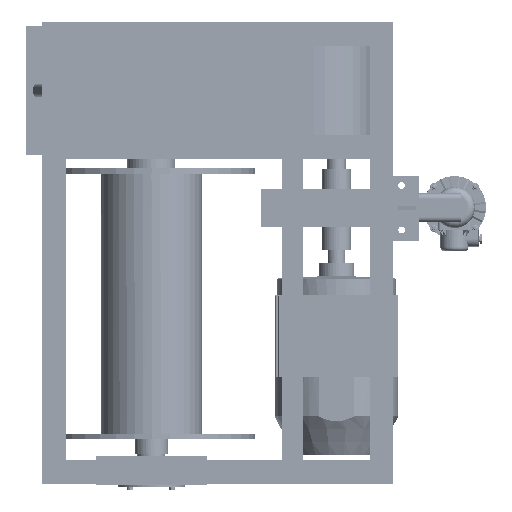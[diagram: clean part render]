
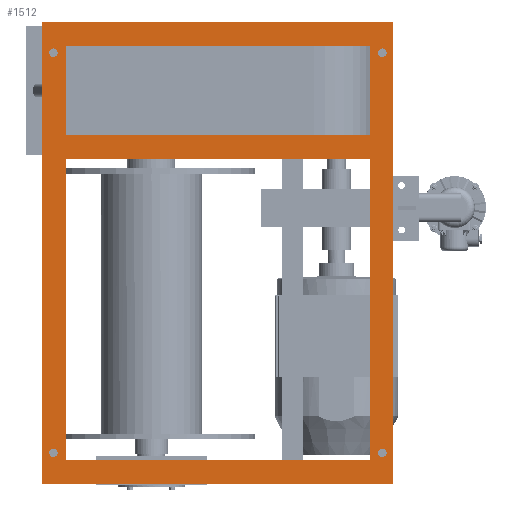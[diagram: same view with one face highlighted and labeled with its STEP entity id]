
A CAD part, front view. The second image highlights one B-rep face of the part: STEP entity #1512.
In plain terms, the highlighted planar face has unit normal (0, -1, 0).
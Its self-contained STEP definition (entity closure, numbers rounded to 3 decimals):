
#1512=ADVANCED_FACE('',(#84946,#84948,#84950,#84952,#84954,#84956,#84958),#84960,
.T.);
#84946=FACE_BOUND('',#84947,.T.);
#84947=EDGE_LOOP('',(#160269,#160270,#160271,#160272));
#84948=FACE_BOUND('',#84949,.T.);
#84949=EDGE_LOOP('',(#160273,#160274,#160275,#160276));
#84950=FACE_BOUND('',#84951,.T.);
#84951=EDGE_LOOP('',(#160277,#160278,#160279,#160280));
#84952=FACE_BOUND('',#84953,.T.);
#84953=EDGE_LOOP('',(#160281));
#84954=FACE_BOUND('',#84955,.T.);
#84955=EDGE_LOOP('',(#160282));
#84956=FACE_BOUND('',#84957,.T.);
#84957=EDGE_LOOP('',(#160283));
#84958=FACE_BOUND('',#84959,.T.);
#84959=EDGE_LOOP('',(#160284));
#84960=PLANE('',#84961);
#84961=AXIS2_PLACEMENT_3D('',#84962,#84963,#84964);
#84962=CARTESIAN_POINT('',(-230.,-460.,175.));
#84963=DIRECTION('',(-0.,-1.,-0.));
#84964=DIRECTION('',(-1.,0.,0.));
#160269=ORIENTED_EDGE('',*,*,#218331,.T.);
#160270=ORIENTED_EDGE('',*,*,#218691,.T.);
#160271=ORIENTED_EDGE('',*,*,#218353,.T.);
#160272=ORIENTED_EDGE('',*,*,#218692,.T.);
#160273=ORIENTED_EDGE('',*,*,#218488,.F.);
#160274=ORIENTED_EDGE('',*,*,#218693,.T.);
#160275=ORIENTED_EDGE('',*,*,#218410,.F.);
#160276=ORIENTED_EDGE('',*,*,#218371,.F.);
#160277=ORIENTED_EDGE('',*,*,#218491,.F.);
#160278=ORIENTED_EDGE('',*,*,#218537,.F.);
#160279=ORIENTED_EDGE('',*,*,#218535,.F.);
#160280=ORIENTED_EDGE('',*,*,#218493,.F.);
#160281=ORIENTED_EDGE('',*,*,#218694,.T.);
#160282=ORIENTED_EDGE('',*,*,#218695,.T.);
#160283=ORIENTED_EDGE('',*,*,#218696,.T.);
#160284=ORIENTED_EDGE('',*,*,#218697,.T.);
#218331=EDGE_CURVE('',#244571,#244569,#244572,.T.);
#218353=EDGE_CURVE('',#244614,#244612,#244615,.T.);
#218371=EDGE_CURVE('',#244645,#244647,#244648,.T.);
#218410=EDGE_CURVE('',#244647,#244715,#244716,.T.);
#218488=EDGE_CURVE('',#244848,#244645,#244850,.T.);
#218491=EDGE_CURVE('',#244853,#244851,#244855,.T.);
#218493=EDGE_CURVE('',#244851,#244857,#244858,.T.);
#218535=EDGE_CURVE('',#244857,#244933,#244935,.T.);
#218537=EDGE_CURVE('',#244933,#244853,#244937,.T.);
#218691=EDGE_CURVE('',#244569,#244614,#245220,.T.);
#218692=EDGE_CURVE('',#244612,#244571,#245221,.T.);
#218693=EDGE_CURVE('',#244848,#244715,#245222,.T.);
#218694=EDGE_CURVE('',#245223,#245223,#245224,.F.);
#218695=EDGE_CURVE('',#245225,#245225,#245226,.F.);
#218696=EDGE_CURVE('',#245227,#245227,#245228,.F.);
#218697=EDGE_CURVE('',#245229,#245229,#245230,.F.);
#244569=VERTEX_POINT('',#288241);
#244571=VERTEX_POINT('',#288245);
#244572=LINE('',#288246,#288247);
#244612=VERTEX_POINT('',#288335);
#244614=VERTEX_POINT('',#288339);
#244615=LINE('',#288340,#288341);
#244645=VERTEX_POINT('',#288409);
#244647=VERTEX_POINT('',#288413);
#244648=LINE('',#288414,#288415);
#244715=VERTEX_POINT('',#288566);
#244716=LINE('',#288567,#288568);
#244848=VERTEX_POINT('',#288873);
#244850=LINE('',#288877,#288878);
#244851=VERTEX_POINT('',#288880);
#244853=VERTEX_POINT('',#288884);
#244855=LINE('',#288888,#288889);
#244857=VERTEX_POINT('',#288894);
#244858=LINE('',#288895,#288896);
#244933=VERTEX_POINT('',#289056);
#244935=LINE('',#289060,#289061);
#244937=LINE('',#289066,#289067);
#245220=LINE('',#289808,#289809);
#245221=LINE('',#289811,#289812);
#245222=LINE('',#289814,#289815);
#245223=VERTEX_POINT('',#289817);
#245224=CIRCLE('',#289818,11.5);
#245225=VERTEX_POINT('',#289822);
#245226=CIRCLE('',#289823,11.5);
#245227=VERTEX_POINT('',#289827);
#245228=CIRCLE('',#289828,11.5);
#245229=VERTEX_POINT('',#289832);
#245230=CIRCLE('',#289833,11.5);
#288241=CARTESIAN_POINT('',(654.,-460.,-1061.));
#288245=CARTESIAN_POINT('',(-294.,-460.,-1061.));
#288246=CARTESIAN_POINT('',(-294.,-460.,-1061.));
#288247=VECTOR('',#288248,1.);
#288248=DIRECTION('',(1.,0.,0.));
#288335=CARTESIAN_POINT('',(-294.,-460.,185.));
#288339=CARTESIAN_POINT('',(654.,-460.,185.));
#288340=CARTESIAN_POINT('',(654.,-460.,185.));
#288341=VECTOR('',#288342,1.);
#288342=DIRECTION('',(-1.,0.,0.));
#288409=CARTESIAN_POINT('',(-230.,-460.,-997.));
#288413=CARTESIAN_POINT('',(590.,-460.,-997.));
#288414=CARTESIAN_POINT('',(-230.,-460.,-997.));
#288415=VECTOR('',#288416,1.);
#288416=DIRECTION('',(1.,0.,0.));
#288566=CARTESIAN_POINT('',(590.,-460.,-185.));
#288567=CARTESIAN_POINT('',(590.,-460.,-997.));
#288568=VECTOR('',#288569,1.);
#288569=DIRECTION('',(0.,0.,1.));
#288873=CARTESIAN_POINT('',(-230.,-460.,-185.));
#288877=CARTESIAN_POINT('',(-230.,-460.,-185.));
#288878=VECTOR('',#288879,1.);
#288879=DIRECTION('',(0.,0.,-1.));
#288880=CARTESIAN_POINT('',(-230.,-460.,-121.));
#288884=CARTESIAN_POINT('',(-230.,-460.,121.));
#288888=CARTESIAN_POINT('',(-230.,-460.,121.));
#288889=VECTOR('',#288890,1.);
#288890=DIRECTION('',(0.,0.,-1.));
#288894=CARTESIAN_POINT('',(590.,-460.,-121.));
#288895=CARTESIAN_POINT('',(-230.,-460.,-121.));
#288896=VECTOR('',#288897,1.);
#288897=DIRECTION('',(1.,0.,0.));
#289056=CARTESIAN_POINT('',(590.,-460.,121.));
#289060=CARTESIAN_POINT('',(590.,-460.,-121.));
#289061=VECTOR('',#289062,1.);
#289062=DIRECTION('',(0.,0.,1.));
#289066=CARTESIAN_POINT('',(590.,-460.,121.));
#289067=VECTOR('',#289068,1.);
#289068=DIRECTION('',(-1.,0.,0.));
#289808=CARTESIAN_POINT('',(654.,-460.,-1061.));
#289809=VECTOR('',#289810,1.);
#289810=DIRECTION('',(0.,0.,1.));
#289811=CARTESIAN_POINT('',(-294.,-460.,185.));
#289812=VECTOR('',#289813,1.);
#289813=DIRECTION('',(0.,0.,-1.));
#289814=CARTESIAN_POINT('',(-230.,-460.,-185.));
#289815=VECTOR('',#289816,1.);
#289816=DIRECTION('',(1.,0.,0.));
#289817=CARTESIAN_POINT('',(-252.5,-460.,-978.));
#289818=AXIS2_PLACEMENT_3D('',#289819,#289820,#289821);
#289819=CARTESIAN_POINT('',(-264.,-460.,-978.));
#289820=DIRECTION('',(-0.,-1.,-0.));
#289821=DIRECTION('',(1.,0.,-0.));
#289822=CARTESIAN_POINT('',(-252.5,-460.,102.));
#289823=AXIS2_PLACEMENT_3D('',#289824,#289825,#289826);
#289824=CARTESIAN_POINT('',(-264.,-460.,102.));
#289825=DIRECTION('',(-0.,-1.,-0.));
#289826=DIRECTION('',(1.,0.,-0.));
#289827=CARTESIAN_POINT('',(635.5,-460.,102.));
#289828=AXIS2_PLACEMENT_3D('',#289829,#289830,#289831);
#289829=CARTESIAN_POINT('',(624.,-460.,102.));
#289830=DIRECTION('',(-0.,-1.,-0.));
#289831=DIRECTION('',(1.,0.,-0.));
#289832=CARTESIAN_POINT('',(635.5,-460.,-978.));
#289833=AXIS2_PLACEMENT_3D('',#289834,#289835,#289836);
#289834=CARTESIAN_POINT('',(624.,-460.,-978.));
#289835=DIRECTION('',(-0.,-1.,-0.));
#289836=DIRECTION('',(1.,0.,-0.));
